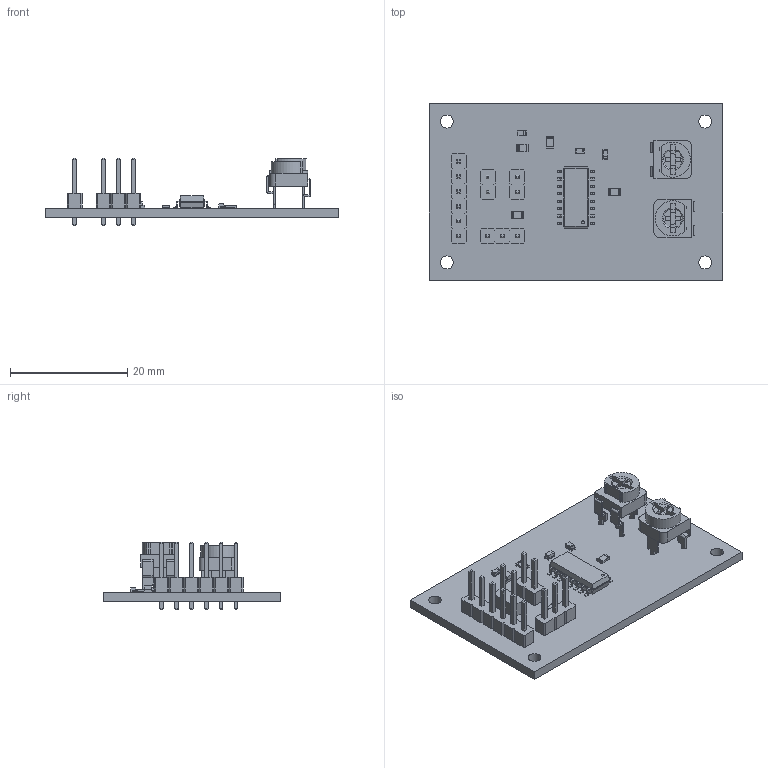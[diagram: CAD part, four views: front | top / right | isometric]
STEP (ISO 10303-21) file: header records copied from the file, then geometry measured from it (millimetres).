
FILE_DESCRIPTION(('KiCad electronic assembly'),'2;1');
FILE_NAME('SG3525_Rev01.step','2021-10-11T20:16:03',('An Author'),( 'A Company'),'Open CASCADE STEP processor 7.3', 'KiCad to STEP converter','Unknown');
FILE_SCHEMA(('AUTOMOTIVE_DESIGN { 1 0 10303 214 1 1 1 1 }'));
Length unit declared in the file: millimetre
Products named in the file (20): Open CASCADE STEP translator 7.3 1; CP_EIA-1608-08_AVX-J; SOLID; CP_EIA-1608-10_AVX-L; LED_0805_2012Metric; PinHeader_1x06_P2.54mm_Vertical; PinHeader_1x02_P2.54mm_Vertical; PinHeader_1x03_P2.54mm_Vertical; R_0805_2012Metric; Trimpot_Horiz_5mm; COMPOUND; SOP-16_4.4x10.4mm_P1.27mm
Assembly tree (24 placements, depth 3):
  Open CASCADE STEP translator 7.3 1
    CP_EIA-1608-08_AVX-J
      SOLID
    CP_EIA-1608-10_AVX-L  x2
      SOLID
    LED_0805_2012Metric
      SOLID
    PinHeader_1x06_P2.54mm_Vertical
      SOLID
    PinHeader_1x02_P2.54mm_Vertical  x2
      SOLID
    PinHeader_1x03_P2.54mm_Vertical
      SOLID
    R_0805_2012Metric  x3
      SOLID
    Trimpot_Horiz_5mm  x2
      COMPOUND
    SOP-16_4.4x10.4mm_P1.27mm
      SOLID
    COMPOUND
Bounding box: 50 x 30 x 11.54 mm (x, y, z)
Volume: 2955.1 mm3; surface area: 4993.7 mm2
Topology: 37 solids, 37 shells, 1157 faces, 2909 edges, 1864 vertices
Faces by surface type: plane 909, cylinder 178, bspline 64, cone 4, torus 2
Full cylindrical faces by diameter (mm): 0.5 x1, 0.9 x6, 1 x13, 2 x2, 2.2 x4, 3.15 x2
Entity records: 60443 total; most frequent: CARTESIAN_POINT 10467, DIRECTION 8209, LINE 5851, VECTOR 5851, ORIENTED_EDGE 4424, PCURVE 4424, DEFINITIONAL_REPRESENTATION 4424, EDGE_CURVE 2212
